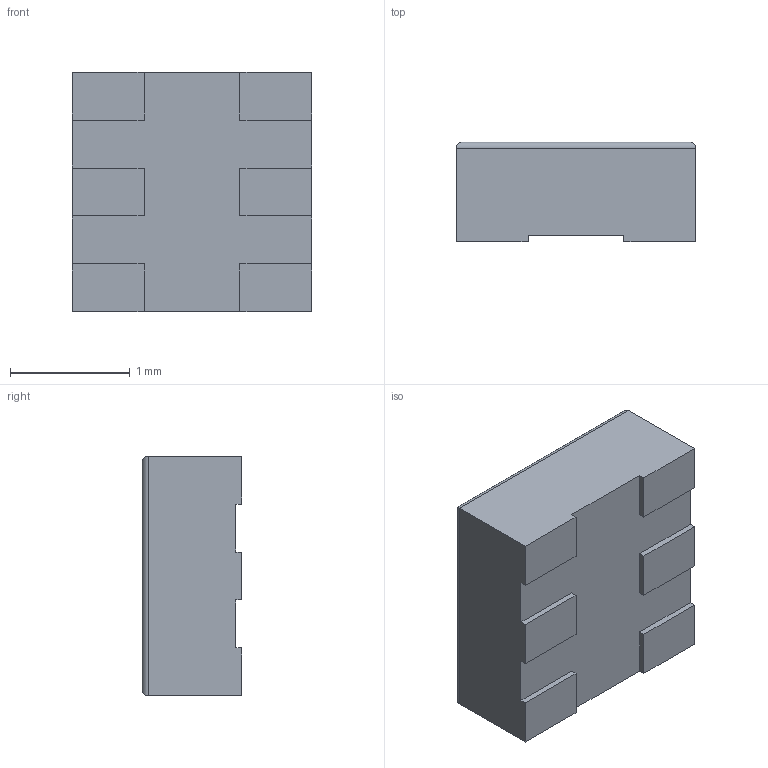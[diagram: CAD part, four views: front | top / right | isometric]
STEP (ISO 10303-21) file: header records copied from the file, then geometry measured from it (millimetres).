
FILE_DESCRIPTION(/* description */ (''),/* implementation_level */ '2;1');
FILE_NAME(/* name */ 'HD108-2020.step',/* time_stamp */ '2024-05-19T01:18:20+05:30',/* author */ (''),/* organization */ (''),/* preprocessor_version */ 'ST-DEVELOPER v20',/* originating_system */ 'Autodesk Translation Framework v13.14.0.145',/* authorisation */ '');
FILE_SCHEMA (('AUTOMOTIVE_DESIGN { 1 0 10303 214 3 1 1 }'));
Length unit declared in the file: millimetre
Products named in the file (1): HD108-2020
Bounding box: 2 x 0.83 x 2 mm (x, y, z)
Volume: 3.2 mm3; surface area: 14.7 mm2
Topology: 1 solids, 1 shells, 32 faces, 83 edges, 54 vertices
Faces by surface type: plane 27, cylinder 5
Full cylindrical faces by diameter (mm): 0.1 x1
Entity records: 1014 total; most frequent: CARTESIAN_POINT 170, ORIENTED_EDGE 166, DIRECTION 155, EDGE_CURVE 83, LINE 77, VECTOR 77, VERTEX_POINT 54, AXIS2_PLACEMENT_3D 39
